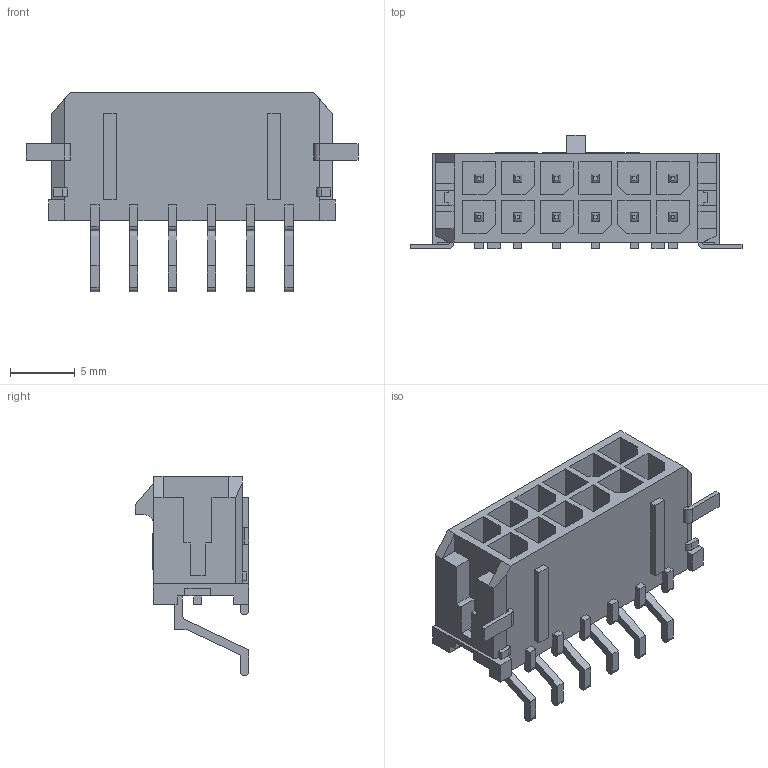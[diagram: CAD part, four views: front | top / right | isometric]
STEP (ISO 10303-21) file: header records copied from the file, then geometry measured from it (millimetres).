
FILE_DESCRIPTION(/* description */ ('STEP AP242'),/* implementation_level */ '2;1');
FILE_NAME(/* name */ 'METUPowerLab_Connectors_SignalConnectors_0430451209.step',/* time_stamp */ '2025-05-21T23:21:58+03:00',/* author */ (''),/* organization */ (''),/* preprocessor_version */ 'ST-DEVELOPER v20.1',/* originating_system */ 'Autodesk Translation Framework v14.10.0.0',/* authorisation */ '');
FILE_SCHEMA (('AUTOMOTIVE_DESIGN { 1 0 10303 214 3 1 1 }'));
Length unit declared in the file: millimetre
Products named in the file (1): 0430451209_1
Bounding box: 25.65 x 8.77 x 15.4 mm (x, y, z)
Volume: 897.8 mm3; surface area: 2096.1 mm2
Topology: 1 solids, 7 shells, 673 faces, 1756 edges, 1134 vertices
Faces by surface type: plane 572, bspline 76, cylinder 25
Entity records: 20587 total; most frequent: CARTESIAN_POINT 4552, ORIENTED_EDGE 3512, DIRECTION 2850, EDGE_CURVE 1756, LINE 1554, VECTOR 1554, VERTEX_POINT 1134, EDGE_LOOP 710
